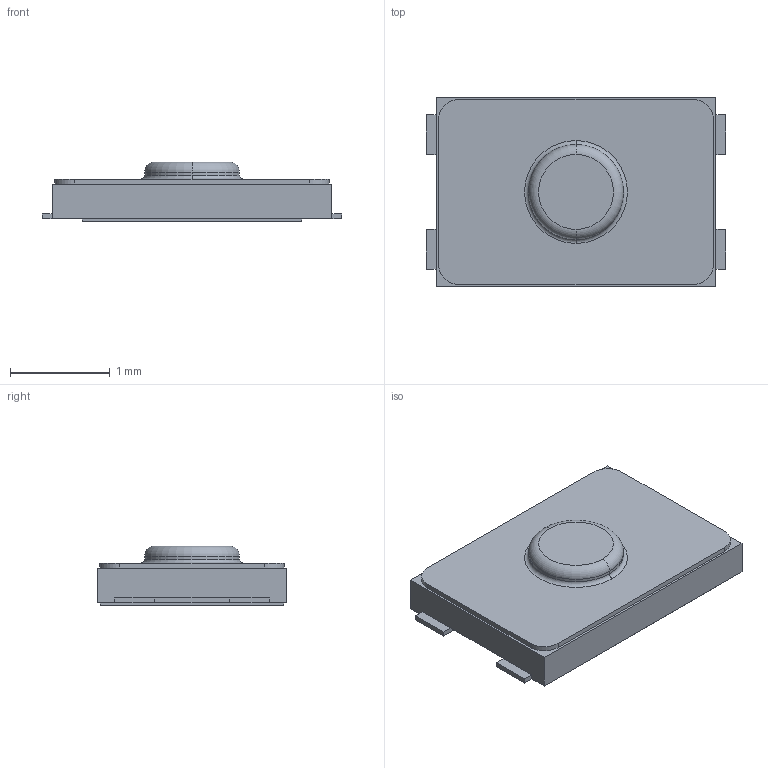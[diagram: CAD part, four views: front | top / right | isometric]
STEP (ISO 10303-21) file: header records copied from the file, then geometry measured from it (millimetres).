
FILE_DESCRIPTION((''),'2;1');
FILE_NAME('C-2337225-1','2018-05-31T',('workeradm'),('TE Connectivity Ltd.'),'CREO PARAMETRIC BY PTC INC, 2016050','CREO PARAMETRIC BY PTC INC, 2016050','');
FILE_SCHEMA(('AUTOMOTIVE_DESIGN { 1 0 10303 214 1 1 1 1 }'));
Length unit declared in the file: millimetre
Products named in the file (1): C-2337225-1
Bounding box: 3 x 1.9 x 0.6 mm (x, y, z)
Volume: 2.4 mm3; surface area: 15.3 mm2
Topology: 1 solids, 1 shells, 47 faces, 118 edges, 76 vertices
Faces by surface type: plane 37, cylinder 6, torus 4
Entity records: 1432 total; most frequent: CARTESIAN_POINT 243, ORIENTED_EDGE 236, DIRECTION 232, EDGE_CURVE 118, VECTOR 98, LINE 98, VERTEX_POINT 76, AXIS2_PLACEMENT_3D 67
